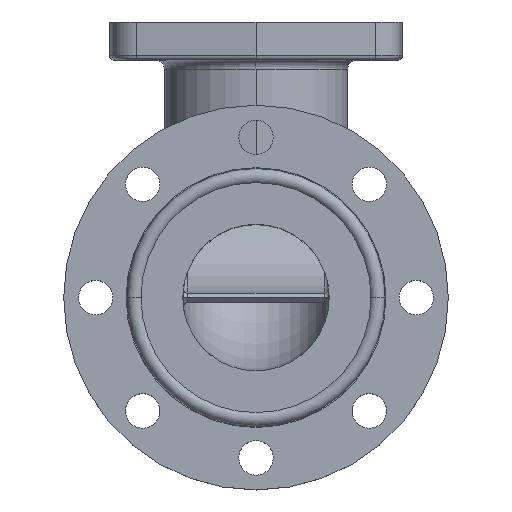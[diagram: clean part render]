
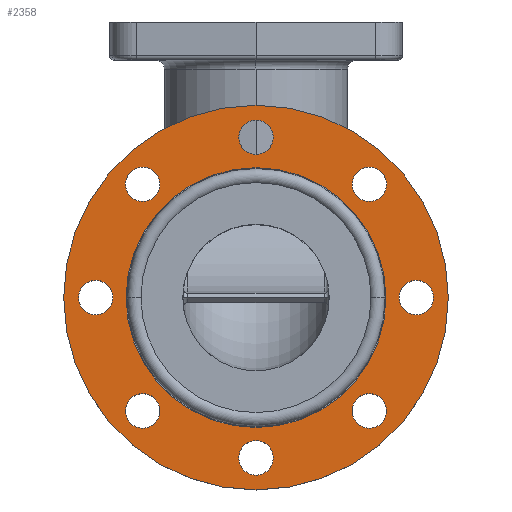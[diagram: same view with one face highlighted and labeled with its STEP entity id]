
A CAD part, top view. The second image highlights one B-rep face of the part: STEP entity #2358.
In plain terms, the highlighted planar face has unit normal (0, 0, 1).
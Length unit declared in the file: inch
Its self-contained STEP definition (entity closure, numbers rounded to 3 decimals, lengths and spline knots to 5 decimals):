
#44=CARTESIAN_POINT('',(0.,0.,4.8105));
#45=DIRECTION('',(0.,0.,1.));
#46=DIRECTION('',(0.,1.,0.));
#47=AXIS2_PLACEMENT_3D('',#44,#45,#46);
#49=CARTESIAN_POINT('',(0.,0.,4.8105));
#50=DIRECTION('',(0.,0.,1.));
#51=DIRECTION('',(0.,-1.,0.));
#52=AXIS2_PLACEMENT_3D('',#49,#50,#51);
#54=CARTESIAN_POINT('',(2.1875,0.,4.8105));
#55=DIRECTION('',(0.,0.,1.));
#56=DIRECTION('',(1.,0.,0.));
#57=AXIS2_PLACEMENT_3D('',#54,#55,#56);
#59=CARTESIAN_POINT('',(2.1875,0.,4.8105));
#60=DIRECTION('',(0.,0.,1.));
#61=DIRECTION('',(-1.,0.,0.));
#62=AXIS2_PLACEMENT_3D('',#59,#60,#61);
#64=CARTESIAN_POINT('',(1.5468,1.5468,4.8105));
#65=DIRECTION('',(0.,0.,1.));
#66=DIRECTION('',(1.,0.,0.));
#67=AXIS2_PLACEMENT_3D('',#64,#65,#66);
#69=CARTESIAN_POINT('',(1.5468,1.5468,4.8105));
#70=DIRECTION('',(0.,0.,1.));
#71=DIRECTION('',(-1.,0.,0.));
#72=AXIS2_PLACEMENT_3D('',#69,#70,#71);
#74=CARTESIAN_POINT('',(0.,2.1875,4.8105));
#75=DIRECTION('',(0.,0.,1.));
#76=DIRECTION('',(1.,0.,0.));
#77=AXIS2_PLACEMENT_3D('',#74,#75,#76);
#79=CARTESIAN_POINT('',(0.,2.1875,4.8105));
#80=DIRECTION('',(0.,0.,1.));
#81=DIRECTION('',(-1.,0.,0.));
#82=AXIS2_PLACEMENT_3D('',#79,#80,#81);
#84=CARTESIAN_POINT('',(-1.5468,1.5468,4.8105));
#85=DIRECTION('',(0.,0.,1.));
#86=DIRECTION('',(1.,0.,0.));
#87=AXIS2_PLACEMENT_3D('',#84,#85,#86);
#89=CARTESIAN_POINT('',(-1.5468,1.5468,4.8105));
#90=DIRECTION('',(0.,0.,1.));
#91=DIRECTION('',(-1.,0.,0.));
#92=AXIS2_PLACEMENT_3D('',#89,#90,#91);
#94=CARTESIAN_POINT('',(-2.1875,0.,4.8105));
#95=DIRECTION('',(0.,0.,1.));
#96=DIRECTION('',(1.,0.,0.));
#97=AXIS2_PLACEMENT_3D('',#94,#95,#96);
#99=CARTESIAN_POINT('',(-2.1875,0.,4.8105));
#100=DIRECTION('',(0.,0.,1.));
#101=DIRECTION('',(-1.,0.,0.));
#102=AXIS2_PLACEMENT_3D('',#99,#100,#101);
#104=CARTESIAN_POINT('',(-1.5468,-1.5468,4.8105));
#105=DIRECTION('',(0.,0.,1.));
#106=DIRECTION('',(1.,0.,0.));
#107=AXIS2_PLACEMENT_3D('',#104,#105,#106);
#109=CARTESIAN_POINT('',(-1.5468,-1.5468,4.8105));
#110=DIRECTION('',(0.,0.,1.));
#111=DIRECTION('',(-1.,0.,0.));
#112=AXIS2_PLACEMENT_3D('',#109,#110,#111);
#114=CARTESIAN_POINT('',(0.,-2.1875,4.8105));
#115=DIRECTION('',(0.,0.,1.));
#116=DIRECTION('',(1.,0.,0.));
#117=AXIS2_PLACEMENT_3D('',#114,#115,#116);
#119=CARTESIAN_POINT('',(0.,-2.1875,4.8105));
#120=DIRECTION('',(0.,0.,1.));
#121=DIRECTION('',(-1.,0.,0.));
#122=AXIS2_PLACEMENT_3D('',#119,#120,#121);
#124=CARTESIAN_POINT('',(1.5468,-1.5468,4.8105));
#125=DIRECTION('',(0.,0.,1.));
#126=DIRECTION('',(1.,0.,0.));
#127=AXIS2_PLACEMENT_3D('',#124,#125,#126);
#129=CARTESIAN_POINT('',(1.5468,-1.5468,4.8105));
#130=DIRECTION('',(0.,0.,1.));
#131=DIRECTION('',(-1.,0.,0.));
#132=AXIS2_PLACEMENT_3D('',#129,#130,#131);
#1308=CARTESIAN_POINT('',(0.,0.,4.8105));
#1309=DIRECTION('',(0.,0.,1.));
#1310=DIRECTION('',(0.,1.,0.));
#1311=AXIS2_PLACEMENT_3D('',#1308,#1309,#1310);
#1326=CARTESIAN_POINT('',(0.,0.,4.8105));
#1327=DIRECTION('',(0.,0.,-1.));
#1328=DIRECTION('',(0.,1.,0.));
#1329=AXIS2_PLACEMENT_3D('',#1326,#1327,#1328);
#2119=CARTESIAN_POINT('',(0.,2.625,4.8105));
#2120=CARTESIAN_POINT('',(0.,-2.625,4.8105));
#2121=VERTEX_POINT('',#2119);
#2122=VERTEX_POINT('',#2120);
#2135=CARTESIAN_POINT('',(0.,1.773,4.8105));
#2136=CARTESIAN_POINT('',(0.,-1.773,4.8105));
#2137=VERTEX_POINT('',#2135);
#2138=VERTEX_POINT('',#2136);
#2171=CARTESIAN_POINT('',(2.423,0.,4.8105));
#2172=CARTESIAN_POINT('',(1.952,0.,4.8105));
#2173=VERTEX_POINT('',#2171);
#2174=VERTEX_POINT('',#2172);
#2175=CARTESIAN_POINT('',(1.7823,1.5468,4.8105));
#2176=CARTESIAN_POINT('',(1.3113,1.5468,4.8105));
#2177=VERTEX_POINT('',#2175);
#2178=VERTEX_POINT('',#2176);
#2179=CARTESIAN_POINT('',(0.2355,2.1875,4.8105));
#2180=CARTESIAN_POINT('',(-0.2355,2.1875,4.8105));
#2181=VERTEX_POINT('',#2179);
#2182=VERTEX_POINT('',#2180);
#2183=CARTESIAN_POINT('',(-1.3113,1.5468,4.8105));
#2184=CARTESIAN_POINT('',(-1.7823,1.5468,4.8105));
#2185=VERTEX_POINT('',#2183);
#2186=VERTEX_POINT('',#2184);
#2187=CARTESIAN_POINT('',(-1.952,0.,4.8105));
#2188=CARTESIAN_POINT('',(-2.423,0.,4.8105));
#2189=VERTEX_POINT('',#2187);
#2190=VERTEX_POINT('',#2188);
#2191=CARTESIAN_POINT('',(-1.3113,-1.5468,4.8105));
#2192=CARTESIAN_POINT('',(-1.7823,-1.5468,4.8105));
#2193=VERTEX_POINT('',#2191);
#2194=VERTEX_POINT('',#2192);
#2195=CARTESIAN_POINT('',(0.2355,-2.1875,4.8105));
#2196=CARTESIAN_POINT('',(-0.2355,-2.1875,4.8105));
#2197=VERTEX_POINT('',#2195);
#2198=VERTEX_POINT('',#2196);
#2199=CARTESIAN_POINT('',(1.7823,-1.5468,4.8105));
#2200=CARTESIAN_POINT('',(1.3113,-1.5468,4.8105));
#2201=VERTEX_POINT('',#2199);
#2202=VERTEX_POINT('',#2200);
#2293=CARTESIAN_POINT('',(0.,0.,4.8105));
#2294=DIRECTION('',(0.,0.,1.));
#2295=DIRECTION('',(0.,1.,0.));
#2296=AXIS2_PLACEMENT_3D('',#2293,#2294,#2295);
#2297=PLANE('',#2296);
#2299=ORIENTED_EDGE('',*,*,#2298,.F.);
#2301=ORIENTED_EDGE('',*,*,#2300,.T.);
#2302=EDGE_LOOP('',(#2299,#2301));
#2303=FACE_OUTER_BOUND('',#2302,.F.);
#2305=ORIENTED_EDGE('',*,*,#2304,.T.);
#2307=ORIENTED_EDGE('',*,*,#2306,.T.);
#2308=EDGE_LOOP('',(#2305,#2307));
#2309=FACE_BOUND('',#2308,.F.);
#2311=ORIENTED_EDGE('',*,*,#2310,.T.);
#2313=ORIENTED_EDGE('',*,*,#2312,.T.);
#2314=EDGE_LOOP('',(#2311,#2313));
#2315=FACE_BOUND('',#2314,.F.);
#2317=ORIENTED_EDGE('',*,*,#2316,.T.);
#2319=ORIENTED_EDGE('',*,*,#2318,.T.);
#2320=EDGE_LOOP('',(#2317,#2319));
#2321=FACE_BOUND('',#2320,.F.);
#2323=ORIENTED_EDGE('',*,*,#2322,.T.);
#2325=ORIENTED_EDGE('',*,*,#2324,.T.);
#2326=EDGE_LOOP('',(#2323,#2325));
#2327=FACE_BOUND('',#2326,.F.);
#2329=ORIENTED_EDGE('',*,*,#2328,.T.);
#2331=ORIENTED_EDGE('',*,*,#2330,.T.);
#2332=EDGE_LOOP('',(#2329,#2331));
#2333=FACE_BOUND('',#2332,.F.);
#2335=ORIENTED_EDGE('',*,*,#2334,.T.);
#2337=ORIENTED_EDGE('',*,*,#2336,.T.);
#2338=EDGE_LOOP('',(#2335,#2337));
#2339=FACE_BOUND('',#2338,.F.);
#2341=ORIENTED_EDGE('',*,*,#2340,.T.);
#2343=ORIENTED_EDGE('',*,*,#2342,.T.);
#2344=EDGE_LOOP('',(#2341,#2343));
#2345=FACE_BOUND('',#2344,.F.);
#2347=ORIENTED_EDGE('',*,*,#2346,.T.);
#2349=ORIENTED_EDGE('',*,*,#2348,.T.);
#2350=EDGE_LOOP('',(#2347,#2349));
#2351=FACE_BOUND('',#2350,.F.);
#2353=ORIENTED_EDGE('',*,*,#2352,.T.);
#2355=ORIENTED_EDGE('',*,*,#2354,.T.);
#2356=EDGE_LOOP('',(#2353,#2355));
#2357=FACE_BOUND('',#2356,.F.);
#48=CIRCLE('',#47,1.773);
#53=CIRCLE('',#52,1.773);
#58=CIRCLE('',#57,0.2355);
#63=CIRCLE('',#62,0.2355);
#68=CIRCLE('',#67,0.2355);
#73=CIRCLE('',#72,0.2355);
#78=CIRCLE('',#77,0.2355);
#83=CIRCLE('',#82,0.2355);
#88=CIRCLE('',#87,0.2355);
#93=CIRCLE('',#92,0.2355);
#98=CIRCLE('',#97,0.2355);
#103=CIRCLE('',#102,0.2355);
#108=CIRCLE('',#107,0.2355);
#113=CIRCLE('',#112,0.2355);
#118=CIRCLE('',#117,0.2355);
#123=CIRCLE('',#122,0.2355);
#128=CIRCLE('',#127,0.2355);
#133=CIRCLE('',#132,0.2355);
#1312=CIRCLE('',#1311,2.625);
#1330=CIRCLE('',#1329,2.625);
#2298=EDGE_CURVE('',#2121,#2122,#1312,.T.);
#2300=EDGE_CURVE('',#2121,#2122,#1330,.T.);
#2304=EDGE_CURVE('',#2137,#2138,#48,.T.);
#2306=EDGE_CURVE('',#2138,#2137,#53,.T.);
#2310=EDGE_CURVE('',#2173,#2174,#58,.T.);
#2312=EDGE_CURVE('',#2174,#2173,#63,.T.);
#2316=EDGE_CURVE('',#2177,#2178,#68,.T.);
#2318=EDGE_CURVE('',#2178,#2177,#73,.T.);
#2322=EDGE_CURVE('',#2181,#2182,#78,.T.);
#2324=EDGE_CURVE('',#2182,#2181,#83,.T.);
#2328=EDGE_CURVE('',#2185,#2186,#88,.T.);
#2330=EDGE_CURVE('',#2186,#2185,#93,.T.);
#2334=EDGE_CURVE('',#2189,#2190,#98,.T.);
#2336=EDGE_CURVE('',#2190,#2189,#103,.T.);
#2340=EDGE_CURVE('',#2193,#2194,#108,.T.);
#2342=EDGE_CURVE('',#2194,#2193,#113,.T.);
#2346=EDGE_CURVE('',#2197,#2198,#118,.T.);
#2348=EDGE_CURVE('',#2198,#2197,#123,.T.);
#2352=EDGE_CURVE('',#2201,#2202,#128,.T.);
#2354=EDGE_CURVE('',#2202,#2201,#133,.T.);
#2358=ADVANCED_FACE('',(#2303,#2309,#2315,#2321,#2327,#2333,#2339,#2345,#2351,
#2357),#2297,.T.);
